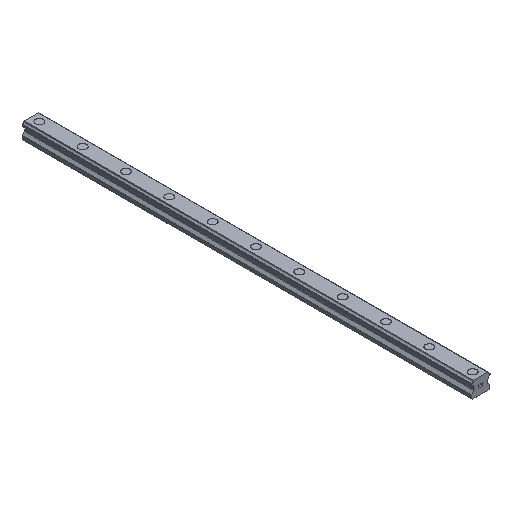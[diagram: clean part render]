
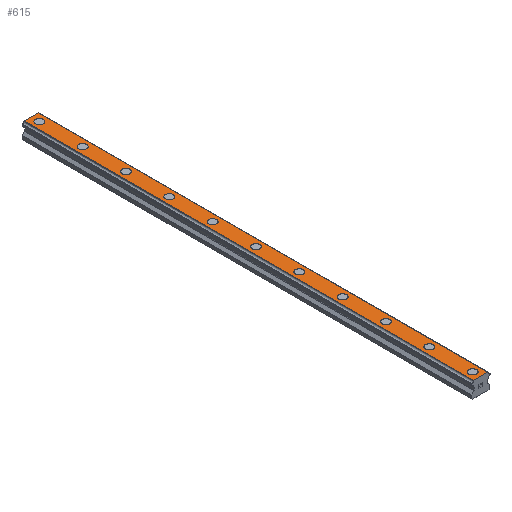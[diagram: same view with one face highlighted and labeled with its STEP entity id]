
A CAD part, isometric view. The second image highlights one B-rep face of the part: STEP entity #615.
In plain terms, the highlighted planar face has unit normal (0, 0, 1).
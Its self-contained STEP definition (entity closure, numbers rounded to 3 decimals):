
#615=ADVANCED_FACE('',(#1264,#1265,#1266,#1267,#1268,#1269,#1270,#1271,#1272,#1273,#1274,#1275),#1276,.T.);
#1264=FACE_BOUND('',#1951,.T.);
#1265=FACE_BOUND('',#1952,.T.);
#1266=FACE_BOUND('',#1953,.T.);
#1267=FACE_BOUND('',#1954,.T.);
#1268=FACE_BOUND('',#1955,.T.);
#1269=FACE_BOUND('',#1956,.T.);
#1270=FACE_BOUND('',#1957,.T.);
#1271=FACE_BOUND('',#1958,.T.);
#1272=FACE_BOUND('',#1959,.T.);
#1273=FACE_BOUND('',#1960,.T.);
#1274=FACE_BOUND('',#1961,.T.);
#1275=FACE_OUTER_BOUND('',#1962,.T.);
#1276=PLANE('',#1963);
#1951=EDGE_LOOP('',(#3707,#3708));
#1952=EDGE_LOOP('',(#3709,#3710));
#1953=EDGE_LOOP('',(#3711,#3712));
#1954=EDGE_LOOP('',(#3713,#3714));
#1955=EDGE_LOOP('',(#3715,#3716));
#1956=EDGE_LOOP('',(#3717,#3718));
#1957=EDGE_LOOP('',(#3719,#3720));
#1958=EDGE_LOOP('',(#3721,#3722));
#1959=EDGE_LOOP('',(#3723,#3724));
#1960=EDGE_LOOP('',(#3725,#3726));
#1961=EDGE_LOOP('',(#3727,#3728));
#1962=EDGE_LOOP('',(#3729,#3730,#3731,#3732));
#1963=AXIS2_PLACEMENT_3D('',#3733,#3734,#3735);
#3707=ORIENTED_EDGE('',*,*,#4066,.T.);
#3708=ORIENTED_EDGE('',*,*,#4533,.T.);
#3709=ORIENTED_EDGE('',*,*,#4056,.T.);
#3710=ORIENTED_EDGE('',*,*,#4539,.T.);
#3711=ORIENTED_EDGE('',*,*,#4046,.T.);
#3712=ORIENTED_EDGE('',*,*,#4545,.T.);
#3713=ORIENTED_EDGE('',*,*,#4036,.T.);
#3714=ORIENTED_EDGE('',*,*,#4551,.T.);
#3715=ORIENTED_EDGE('',*,*,#4026,.T.);
#3716=ORIENTED_EDGE('',*,*,#4557,.T.);
#3717=ORIENTED_EDGE('',*,*,#4016,.T.);
#3718=ORIENTED_EDGE('',*,*,#4563,.T.);
#3719=ORIENTED_EDGE('',*,*,#4006,.T.);
#3720=ORIENTED_EDGE('',*,*,#4569,.T.);
#3721=ORIENTED_EDGE('',*,*,#3996,.T.);
#3722=ORIENTED_EDGE('',*,*,#4575,.T.);
#3723=ORIENTED_EDGE('',*,*,#3986,.T.);
#3724=ORIENTED_EDGE('',*,*,#4581,.T.);
#3725=ORIENTED_EDGE('',*,*,#3976,.T.);
#3726=ORIENTED_EDGE('',*,*,#4587,.T.);
#3727=ORIENTED_EDGE('',*,*,#3966,.T.);
#3728=ORIENTED_EDGE('',*,*,#4593,.T.);
#3729=ORIENTED_EDGE('',*,*,#4508,.T.);
#3730=ORIENTED_EDGE('',*,*,#4648,.F.);
#3731=ORIENTED_EDGE('',*,*,#4370,.T.);
#3732=ORIENTED_EDGE('',*,*,#4646,.T.);
#3733=CARTESIAN_POINT('',(0.,830.0,29.));
#3734=DIRECTION('',(0.0,0.0,1.0));
#3735=DIRECTION('',(-1.0,0.0,0.0));
#3966=EDGE_CURVE('',#4712,#4709,#4713,.T.);
#3976=EDGE_CURVE('',#4730,#4727,#4731,.T.);
#3986=EDGE_CURVE('',#4748,#4745,#4749,.T.);
#3996=EDGE_CURVE('',#4766,#4763,#4767,.T.);
#4006=EDGE_CURVE('',#4784,#4781,#4785,.T.);
#4016=EDGE_CURVE('',#4802,#4799,#4803,.T.);
#4026=EDGE_CURVE('',#4820,#4817,#4821,.T.);
#4036=EDGE_CURVE('',#4838,#4835,#4839,.T.);
#4046=EDGE_CURVE('',#4856,#4853,#4857,.T.);
#4056=EDGE_CURVE('',#4874,#4871,#4875,.T.);
#4066=EDGE_CURVE('',#4892,#4889,#4893,.T.);
#4370=EDGE_CURVE('',#5344,#5342,#5345,.T.);
#4508=EDGE_CURVE('',#5575,#5573,#5576,.T.);
#4533=EDGE_CURVE('',#4889,#4892,#5623,.T.);
#4539=EDGE_CURVE('',#4871,#4874,#5629,.T.);
#4545=EDGE_CURVE('',#4853,#4856,#5635,.T.);
#4551=EDGE_CURVE('',#4835,#4838,#5641,.T.);
#4557=EDGE_CURVE('',#4817,#4820,#5647,.T.);
#4563=EDGE_CURVE('',#4799,#4802,#5653,.T.);
#4569=EDGE_CURVE('',#4781,#4784,#5659,.T.);
#4575=EDGE_CURVE('',#4763,#4766,#5665,.T.);
#4581=EDGE_CURVE('',#4745,#4748,#5671,.T.);
#4587=EDGE_CURVE('',#4727,#4730,#5677,.T.);
#4593=EDGE_CURVE('',#4709,#4712,#5683,.T.);
#4646=EDGE_CURVE('',#5342,#5575,#5736,.T.);
#4648=EDGE_CURVE('',#5344,#5573,#5738,.T.);
#4709=VERTEX_POINT('',#5801);
#4712=VERTEX_POINT('',#5805);
#4713=CIRCLE('',#5806,7.0);
#4727=VERTEX_POINT('',#5823);
#4730=VERTEX_POINT('',#5827);
#4731=CIRCLE('',#5828,7.0);
#4745=VERTEX_POINT('',#5845);
#4748=VERTEX_POINT('',#5849);
#4749=CIRCLE('',#5850,7.0);
#4763=VERTEX_POINT('',#5867);
#4766=VERTEX_POINT('',#5871);
#4767=CIRCLE('',#5872,7.0);
#4781=VERTEX_POINT('',#5889);
#4784=VERTEX_POINT('',#5893);
#4785=CIRCLE('',#5894,7.0);
#4799=VERTEX_POINT('',#5911);
#4802=VERTEX_POINT('',#5915);
#4803=CIRCLE('',#5916,7.0);
#4817=VERTEX_POINT('',#5933);
#4820=VERTEX_POINT('',#5937);
#4821=CIRCLE('',#5938,7.0);
#4835=VERTEX_POINT('',#5955);
#4838=VERTEX_POINT('',#5959);
#4839=CIRCLE('',#5960,7.0);
#4853=VERTEX_POINT('',#5977);
#4856=VERTEX_POINT('',#5981);
#4857=CIRCLE('',#5982,7.0);
#4871=VERTEX_POINT('',#5999);
#4874=VERTEX_POINT('',#6003);
#4875=CIRCLE('',#6004,7.0);
#4889=VERTEX_POINT('',#6021);
#4892=VERTEX_POINT('',#6025);
#4893=CIRCLE('',#6026,7.0);
#5342=VERTEX_POINT('',#6625);
#5344=VERTEX_POINT('',#6628);
#5345=LINE('',#6629,#6630);
#5573=VERTEX_POINT('',#6948);
#5575=VERTEX_POINT('',#6951);
#5576=LINE('',#6952,#6953);
#5623=CIRCLE('',#7012,7.0);
#5629=CIRCLE('',#7018,7.0);
#5635=CIRCLE('',#7024,7.0);
#5641=CIRCLE('',#7030,7.0);
#5647=CIRCLE('',#7036,7.0);
#5653=CIRCLE('',#7042,7.0);
#5659=CIRCLE('',#7048,7.0);
#5665=CIRCLE('',#7054,7.0);
#5671=CIRCLE('',#7060,7.0);
#5677=CIRCLE('',#7066,7.0);
#5683=CIRCLE('',#7072,7.0);
#5736=LINE('',#7149,#7150);
#5738=LINE('',#7152,#7153);
#5801=CARTESIAN_POINT('',(7.0,15.0,29.));
#5805=CARTESIAN_POINT('',(-7.0,15.0,29.));
#5806=AXIS2_PLACEMENT_3D('',#7237,#7238,#7239);
#5823=CARTESIAN_POINT('',(7.0,95.0,29.));
#5827=CARTESIAN_POINT('',(-7.0,95.0,29.));
#5828=AXIS2_PLACEMENT_3D('',#7253,#7254,#7255);
#5845=CARTESIAN_POINT('',(7.0,175.0,29.));
#5849=CARTESIAN_POINT('',(-7.0,175.0,29.));
#5850=AXIS2_PLACEMENT_3D('',#7269,#7270,#7271);
#5867=CARTESIAN_POINT('',(7.0,255.0,29.));
#5871=CARTESIAN_POINT('',(-7.0,255.0,29.));
#5872=AXIS2_PLACEMENT_3D('',#7285,#7286,#7287);
#5889=CARTESIAN_POINT('',(7.0,335.0,29.));
#5893=CARTESIAN_POINT('',(-7.0,335.0,29.));
#5894=AXIS2_PLACEMENT_3D('',#7301,#7302,#7303);
#5911=CARTESIAN_POINT('',(7.0,415.0,29.));
#5915=CARTESIAN_POINT('',(-7.0,415.0,29.));
#5916=AXIS2_PLACEMENT_3D('',#7317,#7318,#7319);
#5933=CARTESIAN_POINT('',(7.0,495.0,29.));
#5937=CARTESIAN_POINT('',(-7.0,495.0,29.));
#5938=AXIS2_PLACEMENT_3D('',#7333,#7334,#7335);
#5955=CARTESIAN_POINT('',(7.0,575.0,29.));
#5959=CARTESIAN_POINT('',(-7.0,575.0,29.));
#5960=AXIS2_PLACEMENT_3D('',#7349,#7350,#7351);
#5977=CARTESIAN_POINT('',(7.0,655.0,29.));
#5981=CARTESIAN_POINT('',(-7.0,655.0,29.));
#5982=AXIS2_PLACEMENT_3D('',#7365,#7366,#7367);
#5999=CARTESIAN_POINT('',(7.0,735.0,29.));
#6003=CARTESIAN_POINT('',(-7.0,735.0,29.));
#6004=AXIS2_PLACEMENT_3D('',#7381,#7382,#7383);
#6021=CARTESIAN_POINT('',(7.0,815.0,29.));
#6025=CARTESIAN_POINT('',(-7.0,815.0,29.));
#6026=AXIS2_PLACEMENT_3D('',#7397,#7398,#7399);
#6625=CARTESIAN_POINT('',(-13.251,830.0,29.));
#6628=CARTESIAN_POINT('',(13.251,830.0,29.));
#6629=CARTESIAN_POINT('',(13.251,830.0,29.));
#6630=VECTOR('',#7752,1.0);
#6948=CARTESIAN_POINT('',(13.251,0.0,29.));
#6951=CARTESIAN_POINT('',(-13.251,0.0,29.));
#6952=CARTESIAN_POINT('',(13.251,0.0,29.));
#6953=VECTOR('',#7910,1.0);
#7012=AXIS2_PLACEMENT_3D('',#7956,#7957,#7958);
#7018=AXIS2_PLACEMENT_3D('',#7965,#7966,#7967);
#7024=AXIS2_PLACEMENT_3D('',#7974,#7975,#7976);
#7030=AXIS2_PLACEMENT_3D('',#7983,#7984,#7985);
#7036=AXIS2_PLACEMENT_3D('',#7992,#7993,#7994);
#7042=AXIS2_PLACEMENT_3D('',#8001,#8002,#8003);
#7048=AXIS2_PLACEMENT_3D('',#8010,#8011,#8012);
#7054=AXIS2_PLACEMENT_3D('',#8019,#8020,#8021);
#7060=AXIS2_PLACEMENT_3D('',#8028,#8029,#8030);
#7066=AXIS2_PLACEMENT_3D('',#8037,#8038,#8039);
#7072=AXIS2_PLACEMENT_3D('',#8046,#8047,#8048);
#7149=CARTESIAN_POINT('',(-13.251,830.0,29.));
#7150=VECTOR('',#8079,1.0);
#7152=CARTESIAN_POINT('',(13.251,830.0,29.));
#7153=VECTOR('',#8080,1.0);
#7237=CARTESIAN_POINT('',(0.0,15.0,29.));
#7238=DIRECTION('',(0.0,0.0,-1.0));
#7239=DIRECTION('',(1.0,0.0,0.0));
#7253=CARTESIAN_POINT('',(0.0,95.0,29.));
#7254=DIRECTION('',(0.0,0.0,-1.0));
#7255=DIRECTION('',(1.0,0.0,0.0));
#7269=CARTESIAN_POINT('',(0.0,175.0,29.));
#7270=DIRECTION('',(0.0,0.0,-1.0));
#7271=DIRECTION('',(1.0,0.0,0.0));
#7285=CARTESIAN_POINT('',(0.0,255.0,29.));
#7286=DIRECTION('',(0.0,0.0,-1.0));
#7287=DIRECTION('',(1.0,0.0,0.0));
#7301=CARTESIAN_POINT('',(0.0,335.0,29.));
#7302=DIRECTION('',(0.0,0.0,-1.0));
#7303=DIRECTION('',(1.0,0.0,0.0));
#7317=CARTESIAN_POINT('',(0.0,415.0,29.));
#7318=DIRECTION('',(0.0,0.0,-1.0));
#7319=DIRECTION('',(1.0,0.0,0.0));
#7333=CARTESIAN_POINT('',(0.0,495.0,29.));
#7334=DIRECTION('',(0.0,0.0,-1.0));
#7335=DIRECTION('',(1.0,0.0,0.0));
#7349=CARTESIAN_POINT('',(0.0,575.0,29.));
#7350=DIRECTION('',(0.0,0.0,-1.0));
#7351=DIRECTION('',(1.0,0.0,0.0));
#7365=CARTESIAN_POINT('',(0.0,655.0,29.));
#7366=DIRECTION('',(0.0,0.0,-1.0));
#7367=DIRECTION('',(1.0,0.0,0.0));
#7381=CARTESIAN_POINT('',(0.0,735.0,29.));
#7382=DIRECTION('',(0.0,0.0,-1.0));
#7383=DIRECTION('',(1.0,0.0,0.0));
#7397=CARTESIAN_POINT('',(0.0,815.0,29.));
#7398=DIRECTION('',(0.0,0.0,-1.0));
#7399=DIRECTION('',(1.0,0.0,0.0));
#7752=DIRECTION('',(-1.0,0.0,0.0));
#7910=DIRECTION('',(1.0,0.0,0.0));
#7956=CARTESIAN_POINT('',(0.0,815.0,29.));
#7957=DIRECTION('',(0.0,0.0,-1.0));
#7958=DIRECTION('',(1.0,0.0,0.0));
#7965=CARTESIAN_POINT('',(0.0,735.0,29.));
#7966=DIRECTION('',(0.0,0.0,-1.0));
#7967=DIRECTION('',(1.0,0.0,0.0));
#7974=CARTESIAN_POINT('',(0.0,655.0,29.));
#7975=DIRECTION('',(0.0,0.0,-1.0));
#7976=DIRECTION('',(1.0,0.0,0.0));
#7983=CARTESIAN_POINT('',(0.0,575.0,29.));
#7984=DIRECTION('',(0.0,0.0,-1.0));
#7985=DIRECTION('',(1.0,0.0,0.0));
#7992=CARTESIAN_POINT('',(0.0,495.0,29.));
#7993=DIRECTION('',(0.0,0.0,-1.0));
#7994=DIRECTION('',(1.0,0.0,0.0));
#8001=CARTESIAN_POINT('',(0.0,415.0,29.));
#8002=DIRECTION('',(0.0,0.0,-1.0));
#8003=DIRECTION('',(1.0,0.0,0.0));
#8010=CARTESIAN_POINT('',(0.0,335.0,29.));
#8011=DIRECTION('',(0.0,0.0,-1.0));
#8012=DIRECTION('',(1.0,0.0,0.0));
#8019=CARTESIAN_POINT('',(0.0,255.0,29.));
#8020=DIRECTION('',(0.0,0.0,-1.0));
#8021=DIRECTION('',(1.0,0.0,0.0));
#8028=CARTESIAN_POINT('',(0.0,175.0,29.));
#8029=DIRECTION('',(0.0,0.0,-1.0));
#8030=DIRECTION('',(1.0,0.0,0.0));
#8037=CARTESIAN_POINT('',(0.0,95.0,29.));
#8038=DIRECTION('',(0.0,0.0,-1.0));
#8039=DIRECTION('',(1.0,0.0,0.0));
#8046=CARTESIAN_POINT('',(0.0,15.0,29.));
#8047=DIRECTION('',(0.0,0.0,-1.0));
#8048=DIRECTION('',(1.0,0.0,0.0));
#8079=DIRECTION('',(0.0,-1.0,0.0));
#8080=DIRECTION('',(0.0,-1.0,0.0));
